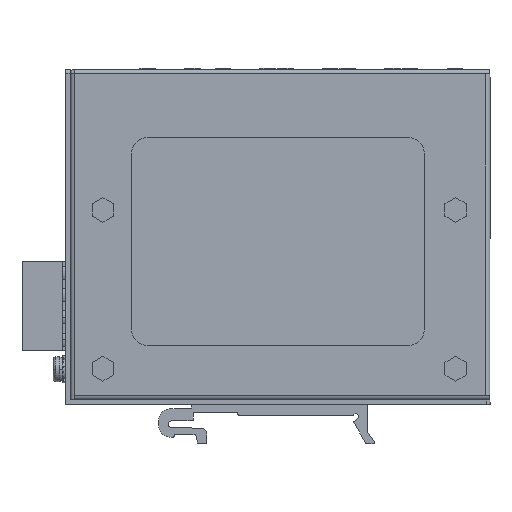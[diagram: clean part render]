
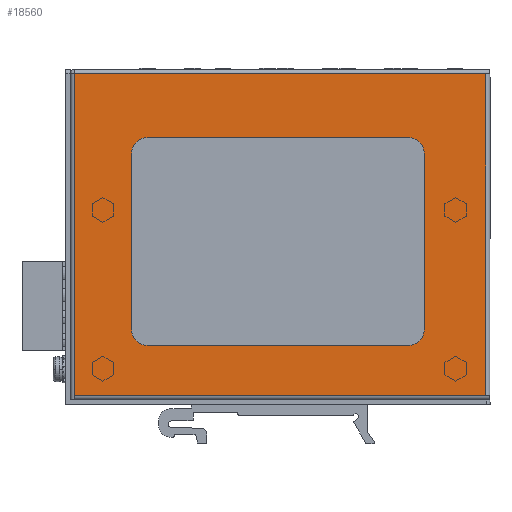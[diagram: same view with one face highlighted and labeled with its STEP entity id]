
A CAD part, left-side view. The second image highlights one B-rep face of the part: STEP entity #18560.
In plain terms, the highlighted planar face has unit normal (-1, 0, 0).
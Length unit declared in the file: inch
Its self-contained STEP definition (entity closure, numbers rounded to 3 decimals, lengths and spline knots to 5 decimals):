
#71 = DIRECTION ( 'NONE',  ( -1., 0., 0. ) ) ;
#211 = CARTESIAN_POINT ( 'NONE',  ( -0.51181, -1.68147, 3.00974 ) ) ;
#285 = VERTEX_POINT ( 'NONE', #3358 ) ;
#378 = EDGE_LOOP ( 'NONE', ( #37947, #3061, #9568, #17193, #43979, #32031, #30751, #2404 ) ) ;
#523 = ORIENTED_EDGE ( 'NONE', *, *, #1031, .F. ) ;
#620 = VECTOR ( 'NONE', #10584, 39.37008 ) ;
#660 = ORIENTED_EDGE ( 'NONE', *, *, #27332, .F. ) ;
#1031 = EDGE_CURVE ( 'NONE', #38463, #21872, #33665, .T. ) ;
#1647 = CIRCLE ( 'NONE', #25075, 0.1378 ) ;
#2404 = ORIENTED_EDGE ( 'NONE', *, *, #38024, .F. ) ;
#2660 = EDGE_CURVE ( 'NONE', #20583, #24073, #17242, .T. ) ;
#2971 = ORIENTED_EDGE ( 'NONE', *, *, #36160, .F. ) ;
#3061 = ORIENTED_EDGE ( 'NONE', *, *, #8353, .F. ) ;
#3358 = CARTESIAN_POINT ( 'NONE',  ( -0.51181, -0.96297, 2.44685 ) ) ;
#3923 = AXIS2_PLACEMENT_3D ( 'NONE', #28755, #35664, #32969 ) ;
#4740 = ORIENTED_EDGE ( 'NONE', *, *, #40599, .T. ) ;
#4994 = CARTESIAN_POINT ( 'NONE',  ( -0.51181, -1.6421, 3.00974 ) ) ;
#5476 = DIRECTION ( 'NONE',  ( 0., 0., -1. ) ) ;
#5605 = CARTESIAN_POINT ( 'NONE',  ( -0.51181, -1.68148, 0.17323 ) ) ;
#5630 = FACE_OUTER_BOUND ( 'NONE', #13493, .T. ) ;
#5901 = VECTOR ( 'NONE', #23271, 39.37008 ) ;
#6019 = LINE ( 'NONE', #20214, #17171 ) ;
#6728 = VECTOR ( 'NONE', #28568, 39.37008 ) ;
#6844 = EDGE_CURVE ( 'NONE', #21872, #7185, #43055, .T. ) ;
#7185 = VERTEX_POINT ( 'NONE', #30483 ) ;
#7219 = EDGE_CURVE ( 'NONE', #10112, #285, #23545, .T. ) ;
#7228 = EDGE_CURVE ( 'NONE', #30536, #33289, #6019, .T. ) ;
#7295 = VERTEX_POINT ( 'NONE', #27345 ) ;
#7728 = AXIS2_PLACEMENT_3D ( 'NONE', #10946, #71, #30754 ) ;
#8353 = EDGE_CURVE ( 'NONE', #36823, #10112, #18321, .T. ) ;
#8502 = ORIENTED_EDGE ( 'NONE', *, *, #6844, .F. ) ;
#8542 = VERTEX_POINT ( 'NONE', #33443 ) ;
#9568 = ORIENTED_EDGE ( 'NONE', *, *, #38808, .F. ) ;
#10100 = DIRECTION ( 'NONE',  ( 0., 0., 1. ) ) ;
#10112 = VERTEX_POINT ( 'NONE', #16731 ) ;
#10584 = DIRECTION ( 'NONE',  ( 0., 0., 1. ) ) ;
#10946 = CARTESIAN_POINT ( 'NONE',  ( -0.51181, 1.34018, 2.30906 ) ) ;
#11203 = VECTOR ( 'NONE', #26303, 39.37008 ) ;
#11429 = EDGE_CURVE ( 'NONE', #7295, #15288, #34552, .T. ) ;
#12110 = CARTESIAN_POINT ( 'NONE',  ( -0.51181, 0.16892, 3.01224 ) ) ;
#12539 = LINE ( 'NONE', #12110, #26181 ) ;
#12566 = CARTESIAN_POINT ( 'NONE',  ( -0.51181, -1.6421, 1.59055 ) ) ;
#12895 = DIRECTION ( 'NONE',  ( 0., 0., 1. ) ) ;
#13493 = EDGE_LOOP ( 'NONE', ( #2971, #31134, #660, #8502, #523, #4740 ) ) ;
#14996 = VECTOR ( 'NONE', #30298, 39.37008 ) ;
#15288 = VERTEX_POINT ( 'NONE', #40018 ) ;
#15522 = VERTEX_POINT ( 'NONE', #23750 ) ;
#15547 = CIRCLE ( 'NONE', #7728, 0.1378 ) ;
#15862 = CARTESIAN_POINT ( 'NONE',  ( -0.51181, 0.16892, 3.00974 ) ) ;
#16486 = LINE ( 'NONE', #43652, #14996 ) ;
#16666 = DIRECTION ( 'NONE',  ( -1., 0., 0. ) ) ;
#16731 = CARTESIAN_POINT ( 'NONE',  ( -0.51181, -1.10076, 2.30906 ) ) ;
#17028 = CARTESIAN_POINT ( 'NONE',  ( -0.51181, 1.98432, 1.59055 ) ) ;
#17171 = VECTOR ( 'NONE', #40047, 39.37008 ) ;
#17193 = ORIENTED_EDGE ( 'NONE', *, *, #7228, .F. ) ;
#17231 = CIRCLE ( 'NONE', #42133, 0.1378 ) ;
#17242 = LINE ( 'NONE', #17028, #620 ) ;
#18031 = VECTOR ( 'NONE', #42969, 39.37008 ) ;
#18321 = LINE ( 'NONE', #42583, #6728 ) ;
#18560 = ADVANCED_FACE ( 'NONE', ( #5630, #29407 ), #26054, .F. ) ;
#18977 = DIRECTION ( 'NONE',  ( 0., -1., 0. ) ) ;
#19281 = DIRECTION ( 'NONE',  ( -1., 0., 0. ) ) ;
#19942 = CARTESIAN_POINT ( 'NONE',  ( -0.51181, -1.68147, 1.59055 ) ) ;
#20214 = CARTESIAN_POINT ( 'NONE',  ( -0.51181, 0.16892, 0.61614 ) ) ;
#20583 = VERTEX_POINT ( 'NONE', #21524 ) ;
#20971 = DIRECTION ( 'NONE',  ( -1., 0., 0. ) ) ;
#21524 = CARTESIAN_POINT ( 'NONE',  ( -0.51181, 1.98432, 0.17323 ) ) ;
#21872 = VERTEX_POINT ( 'NONE', #4994 ) ;
#22171 = EDGE_CURVE ( 'NONE', #15522, #7295, #15547, .T. ) ;
#22905 = LINE ( 'NONE', #5605, #18031 ) ;
#23271 = DIRECTION ( 'NONE',  ( 0., 0., 1. ) ) ;
#23545 = CIRCLE ( 'NONE', #39200, 0.1378 ) ;
#23750 = CARTESIAN_POINT ( 'NONE',  ( -0.51181, 1.34018, 2.44685 ) ) ;
#24073 = VERTEX_POINT ( 'NONE', #40331 ) ;
#24081 = CARTESIAN_POINT ( 'NONE',  ( -0.51181, 1.47798, 1.59055 ) ) ;
#24967 = DIRECTION ( 'NONE',  ( 0., 0., -1. ) ) ;
#25075 = AXIS2_PLACEMENT_3D ( 'NONE', #42892, #19281, #32873 ) ;
#26054 = PLANE ( 'NONE',  #3923 ) ;
#26181 = VECTOR ( 'NONE', #18977, 39.37008 ) ;
#26303 = DIRECTION ( 'NONE',  ( 0., 1., 0. ) ) ;
#26668 = CARTESIAN_POINT ( 'NONE',  ( -0.51181, -0.96297, 2.30906 ) ) ;
#26901 = CARTESIAN_POINT ( 'NONE',  ( -0.51181, -0.96297, 0.61614 ) ) ;
#27067 = LINE ( 'NONE', #19942, #5901 ) ;
#27321 = CARTESIAN_POINT ( 'NONE',  ( -0.51181, 1.34018, 0.61614 ) ) ;
#27332 = EDGE_CURVE ( 'NONE', #7185, #20583, #22905, .T. ) ;
#27345 = CARTESIAN_POINT ( 'NONE',  ( -0.51181, 1.47798, 2.30906 ) ) ;
#28568 = DIRECTION ( 'NONE',  ( 0., 0., 1. ) ) ;
#28755 = CARTESIAN_POINT ( 'NONE',  ( -0.51181, 0.16892, 1.59055 ) ) ;
#29407 = FACE_BOUND ( 'NONE', #378, .T. ) ;
#30298 = DIRECTION ( 'NONE',  ( 0., 1., 0. ) ) ;
#30483 = CARTESIAN_POINT ( 'NONE',  ( -0.51181, -1.6421, 0.17323 ) ) ;
#30536 = VERTEX_POINT ( 'NONE', #27321 ) ;
#30751 = ORIENTED_EDGE ( 'NONE', *, *, #22171, .F. ) ;
#30754 = DIRECTION ( 'NONE',  ( 0., 0., 1. ) ) ;
#31134 = ORIENTED_EDGE ( 'NONE', *, *, #2660, .F. ) ;
#32031 = ORIENTED_EDGE ( 'NONE', *, *, #11429, .F. ) ;
#32873 = DIRECTION ( 'NONE',  ( 0., 0., 1. ) ) ;
#32969 = DIRECTION ( 'NONE',  ( 0., 0., -1. ) ) ;
#33289 = VERTEX_POINT ( 'NONE', #26901 ) ;
#33443 = CARTESIAN_POINT ( 'NONE',  ( -0.51181, -1.68147, 3.01224 ) ) ;
#33665 = LINE ( 'NONE', #15862, #11203 ) ;
#34552 = LINE ( 'NONE', #24081, #38779 ) ;
#34573 = CARTESIAN_POINT ( 'NONE',  ( -0.51181, -0.96297, 0.75394 ) ) ;
#35664 = DIRECTION ( 'NONE',  ( 1., 0., 0. ) ) ;
#36160 = EDGE_CURVE ( 'NONE', #24073, #8542, #12539, .T. ) ;
#36823 = VERTEX_POINT ( 'NONE', #40897 ) ;
#37947 = ORIENTED_EDGE ( 'NONE', *, *, #7219, .F. ) ;
#38024 = EDGE_CURVE ( 'NONE', #285, #15522, #16486, .T. ) ;
#38463 = VERTEX_POINT ( 'NONE', #211 ) ;
#38779 = VECTOR ( 'NONE', #24967, 39.37008 ) ;
#38808 = EDGE_CURVE ( 'NONE', #33289, #36823, #17231, .T. ) ;
#39200 = AXIS2_PLACEMENT_3D ( 'NONE', #26668, #16666, #12895 ) ;
#39891 = VECTOR ( 'NONE', #5476, 39.37008 ) ;
#40018 = CARTESIAN_POINT ( 'NONE',  ( -0.51181, 1.47798, 0.75394 ) ) ;
#40047 = DIRECTION ( 'NONE',  ( 0., -1., 0. ) ) ;
#40331 = CARTESIAN_POINT ( 'NONE',  ( -0.51181, 1.98432, 3.01224 ) ) ;
#40552 = EDGE_CURVE ( 'NONE', #15288, #30536, #1647, .T. ) ;
#40599 = EDGE_CURVE ( 'NONE', #38463, #8542, #27067, .T. ) ;
#40897 = CARTESIAN_POINT ( 'NONE',  ( -0.51181, -1.10076, 0.75394 ) ) ;
#42133 = AXIS2_PLACEMENT_3D ( 'NONE', #34573, #20971, #10100 ) ;
#42583 = CARTESIAN_POINT ( 'NONE',  ( -0.51181, -1.10076, 1.59055 ) ) ;
#42892 = CARTESIAN_POINT ( 'NONE',  ( -0.51181, 1.34018, 0.75394 ) ) ;
#42969 = DIRECTION ( 'NONE',  ( 0., 1., 0. ) ) ;
#43055 = LINE ( 'NONE', #12566, #39891 ) ;
#43652 = CARTESIAN_POINT ( 'NONE',  ( -0.51181, 0.16892, 2.44685 ) ) ;
#43979 = ORIENTED_EDGE ( 'NONE', *, *, #40552, .F. ) ;
